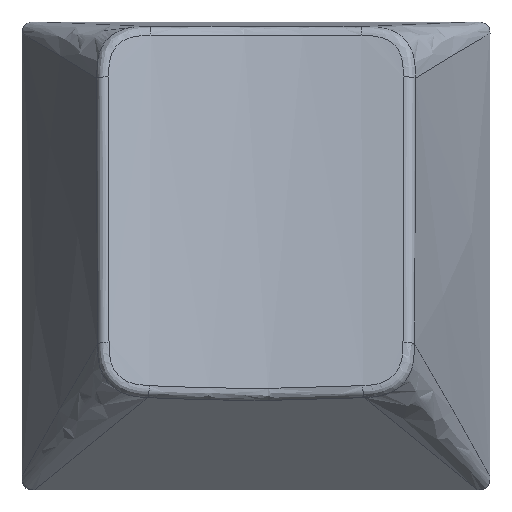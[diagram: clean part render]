
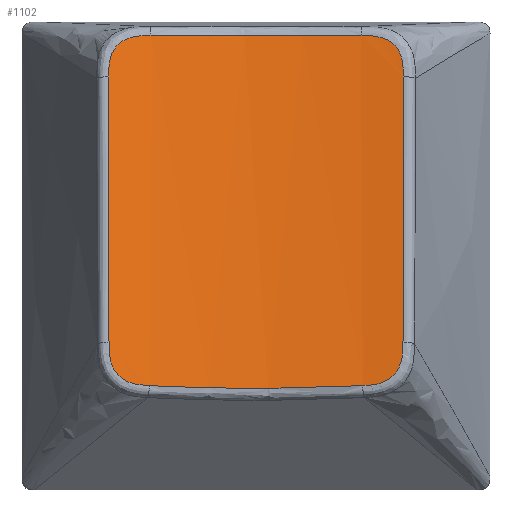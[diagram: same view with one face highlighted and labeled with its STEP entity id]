
A CAD part, top view. The second image highlights one B-rep face of the part: STEP entity #1102.
In plain terms, the highlighted cylindrical face has radius 33.276 mm (diameter 66.551 mm), a partial arc.
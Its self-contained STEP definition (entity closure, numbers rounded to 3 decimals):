
#19=CYLINDRICAL_SURFACE('',#1176,33.276);
#70=FACE_OUTER_BOUND('',#137,.T.);
#137=EDGE_LOOP('',(#819,#820,#821,#822,#823,#824,#825,#826));
#199=B_SPLINE_CURVE_WITH_KNOTS('',3,(#2119,#2120,#2121,#2122,#2123,#2124,
#2125,#2126,#2127,#2128,#2129),.UNSPECIFIED.,.F.,.F.,(4,1,1,1,1,1,1,1,4),
(0.153,0.548,0.9,1.216,1.515,1.817,
2.145,2.517,2.942),.UNSPECIFIED.);
#200=B_SPLINE_CURVE_WITH_KNOTS('',3,(#2131,#2132,#2133,#2134),
 .UNSPECIFIED.,.F.,.F.,(4,4),(-0.153,10.321),.UNSPECIFIED.);
#201=B_SPLINE_CURVE_WITH_KNOTS('',3,(#2136,#2137,#2138,#2139,#2140,#2141,
#2142,#2143,#2144,#2145,#2146),.UNSPECIFIED.,.F.,.F.,(4,1,1,1,1,1,1,1,4),
(0.115,0.499,0.843,1.155,1.451,1.748,
2.062,2.407,2.79),.UNSPECIFIED.);
#202=B_SPLINE_CURVE_WITH_KNOTS('',3,(#2148,#2149,#2150,#2151,#2152,#2153,
#2154,#2155,#2156,#2157,#2158,#2159,#2160,#2161,#2162,#2163,#2164,#2165,
#2166),.UNSPECIFIED.,.F.,.F.,(4,3,3,3,3,3,4),(-0.115,1.678,
3.47,4.077,5.87,7.663,8.27),
 .UNSPECIFIED.);
#203=B_SPLINE_CURVE_WITH_KNOTS('',3,(#2168,#2169,#2170,#2171,#2172,#2173,
#2174,#2175,#2176,#2177),.UNSPECIFIED.,.F.,.F.,(4,1,1,1,1,1,1,4),(0.126,
0.853,1.168,1.464,1.76,2.073,2.416,2.8),
 .UNSPECIFIED.);
#204=B_SPLINE_CURVE_WITH_KNOTS('',3,(#2179,#2180,#2181,#2182),
 .UNSPECIFIED.,.F.,.F.,(4,4),(-0.126,10.348),
 .UNSPECIFIED.);
#205=B_SPLINE_CURVE_WITH_KNOTS('',3,(#2184,#2185,#2186,#2187,#2188,#2189,
#2190,#2191,#2192,#2193,#2194),.UNSPECIFIED.,.F.,.F.,(4,1,1,1,1,1,1,1,4),
(0.208,0.632,1.004,1.332,1.635,1.933,
2.249,2.601,2.996),.UNSPECIFIED.);
#206=B_SPLINE_CURVE_WITH_KNOTS('',3,(#2195,#2196,#2197,#2198,#2199,#2200,
#2201,#2202,#2203,#2204,#2205,#2206,#2207,#2208,#2209,#2210,#2211,#2212,
#2213),.UNSPECIFIED.,.F.,.F.,(4,3,3,3,3,3,4),(-0.208,1.569,
3.345,3.914,5.684,7.454,8.036),
 .UNSPECIFIED.);
#496=VERTEX_POINT('',#2117);
#497=VERTEX_POINT('',#2118);
#498=VERTEX_POINT('',#2130);
#499=VERTEX_POINT('',#2135);
#500=VERTEX_POINT('',#2147);
#501=VERTEX_POINT('',#2167);
#502=VERTEX_POINT('',#2178);
#503=VERTEX_POINT('',#2183);
#618=EDGE_CURVE('',#496,#497,#199,.F.);
#619=EDGE_CURVE('',#497,#498,#200,.T.);
#620=EDGE_CURVE('',#498,#499,#201,.F.);
#621=EDGE_CURVE('',#499,#500,#202,.F.);
#622=EDGE_CURVE('',#500,#501,#203,.F.);
#623=EDGE_CURVE('',#501,#502,#204,.T.);
#624=EDGE_CURVE('',#502,#503,#205,.F.);
#625=EDGE_CURVE('',#503,#496,#206,.F.);
#819=ORIENTED_EDGE('',*,*,#618,.T.);
#820=ORIENTED_EDGE('',*,*,#619,.T.);
#821=ORIENTED_EDGE('',*,*,#620,.T.);
#822=ORIENTED_EDGE('',*,*,#621,.T.);
#823=ORIENTED_EDGE('',*,*,#622,.T.);
#824=ORIENTED_EDGE('',*,*,#623,.T.);
#825=ORIENTED_EDGE('',*,*,#624,.T.);
#826=ORIENTED_EDGE('',*,*,#625,.T.);
#1102=ADVANCED_FACE('',(#70),#19,.F.);
#1176=AXIS2_PLACEMENT_3D('',#2116,#1311,#1312);
#1311=DIRECTION('center_axis',(0.,-0.981,
0.193));
#1312=DIRECTION('ref_axis',(0.823,0.109,0.557));
#2116=CARTESIAN_POINT('Origin',(-173.25,7.46,52.794));
#2117=CARTESIAN_POINT('',(-177.31,75.337,5.807));
#2118=CARTESIAN_POINT('',(-178.951,73.728,6.371));
#2119=CARTESIAN_POINT('Ctrl Pts',(-178.951,73.728,6.371));
#2120=CARTESIAN_POINT('Ctrl Pts',(-178.951,73.857,6.346));
#2121=CARTESIAN_POINT('Ctrl Pts',(-178.949,74.101,6.298));
#2122=CARTESIAN_POINT('Ctrl Pts',(-178.899,74.445,6.221));
#2123=CARTESIAN_POINT('Ctrl Pts',(-178.789,74.739,6.144));
#2124=CARTESIAN_POINT('Ctrl Pts',(-178.613,74.979,6.067));
#2125=CARTESIAN_POINT('Ctrl Pts',(-178.373,75.159,5.993));
#2126=CARTESIAN_POINT('Ctrl Pts',(-178.07,75.276,5.923));
#2127=CARTESIAN_POINT('Ctrl Pts',(-177.708,75.331,5.86));
#2128=CARTESIAN_POINT('Ctrl Pts',(-177.449,75.336,5.825));
#2129=CARTESIAN_POINT('Ctrl Pts',(-177.31,75.337,5.807));
#2130=CARTESIAN_POINT('',(-178.935,63.449,8.387));
#2131=CARTESIAN_POINT('Ctrl Pts',(-178.951,73.728,6.371));
#2132=CARTESIAN_POINT('Ctrl Pts',(-178.945,70.301,7.043));
#2133=CARTESIAN_POINT('Ctrl Pts',(-178.94,66.875,7.715));
#2134=CARTESIAN_POINT('Ctrl Pts',(-178.935,63.449,8.387));
#2135=CARTESIAN_POINT('',(-177.38,61.787,8.477));
#2136=CARTESIAN_POINT('Ctrl Pts',(-177.38,61.787,8.477));
#2137=CARTESIAN_POINT('Ctrl Pts',(-177.505,61.793,8.492));
#2138=CARTESIAN_POINT('Ctrl Pts',(-177.743,61.808,8.52));
#2139=CARTESIAN_POINT('Ctrl Pts',(-178.077,61.878,8.555));
#2140=CARTESIAN_POINT('Ctrl Pts',(-178.365,62.008,8.574));
#2141=CARTESIAN_POINT('Ctrl Pts',(-178.598,62.2,8.574));
#2142=CARTESIAN_POINT('Ctrl Pts',(-178.772,62.448,8.555));
#2143=CARTESIAN_POINT('Ctrl Pts',(-178.882,62.746,8.516));
#2144=CARTESIAN_POINT('Ctrl Pts',(-178.932,63.086,8.458));
#2145=CARTESIAN_POINT('Ctrl Pts',(-178.935,63.324,8.412));
#2146=CARTESIAN_POINT('Ctrl Pts',(-178.935,63.449,8.387));
#2147=CARTESIAN_POINT('',(-169.121,61.787,8.477));
#2148=CARTESIAN_POINT('Ctrl Pts',(-169.121,61.787,8.477));
#2149=CARTESIAN_POINT('Ctrl Pts',(-169.706,61.757,8.408));
#2150=CARTESIAN_POINT('Ctrl Pts',(-170.294,61.733,8.354));
#2151=CARTESIAN_POINT('Ctrl Pts',(-170.882,61.716,8.315));
#2152=CARTESIAN_POINT('Ctrl Pts',(-171.471,61.699,8.275));
#2153=CARTESIAN_POINT('Ctrl Pts',(-172.061,61.688,8.251));
#2154=CARTESIAN_POINT('Ctrl Pts',(-172.651,61.684,8.241));
#2155=CARTESIAN_POINT('Ctrl Pts',(-172.851,61.683,8.237));
#2156=CARTESIAN_POINT('Ctrl Pts',(-173.05,61.682,8.235));
#2157=CARTESIAN_POINT('Ctrl Pts',(-173.25,61.682,8.235));
#2158=CARTESIAN_POINT('Ctrl Pts',(-173.84,61.682,8.235));
#2159=CARTESIAN_POINT('Ctrl Pts',(-174.431,61.688,8.25));
#2160=CARTESIAN_POINT('Ctrl Pts',(-175.02,61.701,8.28));
#2161=CARTESIAN_POINT('Ctrl Pts',(-175.609,61.714,8.309));
#2162=CARTESIAN_POINT('Ctrl Pts',(-176.198,61.733,8.353));
#2163=CARTESIAN_POINT('Ctrl Pts',(-176.784,61.759,8.412));
#2164=CARTESIAN_POINT('Ctrl Pts',(-176.983,61.767,8.432));
#2165=CARTESIAN_POINT('Ctrl Pts',(-177.181,61.777,8.454));
#2166=CARTESIAN_POINT('Ctrl Pts',(-177.38,61.787,8.477));
#2167=CARTESIAN_POINT('',(-167.565,63.449,8.387));
#2168=CARTESIAN_POINT('Ctrl Pts',(-167.565,63.449,8.387));
#2169=CARTESIAN_POINT('Ctrl Pts',(-167.565,63.212,8.434));
#2170=CARTESIAN_POINT('Ctrl Pts',(-167.574,62.866,8.5));
#2171=CARTESIAN_POINT('Ctrl Pts',(-167.728,62.448,8.555));
#2172=CARTESIAN_POINT('Ctrl Pts',(-167.902,62.2,8.574));
#2173=CARTESIAN_POINT('Ctrl Pts',(-168.136,62.008,8.574));
#2174=CARTESIAN_POINT('Ctrl Pts',(-168.423,61.878,8.555));
#2175=CARTESIAN_POINT('Ctrl Pts',(-168.758,61.808,8.52));
#2176=CARTESIAN_POINT('Ctrl Pts',(-168.995,61.793,8.492));
#2177=CARTESIAN_POINT('Ctrl Pts',(-169.121,61.787,8.477));
#2178=CARTESIAN_POINT('',(-167.549,73.728,6.371));
#2179=CARTESIAN_POINT('Ctrl Pts',(-167.565,63.449,8.387));
#2180=CARTESIAN_POINT('Ctrl Pts',(-167.561,66.875,7.715));
#2181=CARTESIAN_POINT('Ctrl Pts',(-167.556,70.301,7.043));
#2182=CARTESIAN_POINT('Ctrl Pts',(-167.549,73.728,6.371));
#2183=CARTESIAN_POINT('',(-169.191,75.337,5.807));
#2184=CARTESIAN_POINT('Ctrl Pts',(-169.191,75.337,5.807));
#2185=CARTESIAN_POINT('Ctrl Pts',(-169.052,75.336,5.825));
#2186=CARTESIAN_POINT('Ctrl Pts',(-168.792,75.331,5.86));
#2187=CARTESIAN_POINT('Ctrl Pts',(-168.431,75.276,5.923));
#2188=CARTESIAN_POINT('Ctrl Pts',(-168.128,75.159,5.993));
#2189=CARTESIAN_POINT('Ctrl Pts',(-167.888,74.979,6.067));
#2190=CARTESIAN_POINT('Ctrl Pts',(-167.712,74.739,6.144));
#2191=CARTESIAN_POINT('Ctrl Pts',(-167.602,74.445,6.221));
#2192=CARTESIAN_POINT('Ctrl Pts',(-167.552,74.101,6.298));
#2193=CARTESIAN_POINT('Ctrl Pts',(-167.549,73.857,6.346));
#2194=CARTESIAN_POINT('Ctrl Pts',(-167.549,73.728,6.371));
#2195=CARTESIAN_POINT('Ctrl Pts',(-177.31,75.337,5.807));
#2196=CARTESIAN_POINT('Ctrl Pts',(-176.73,75.339,5.734));
#2197=CARTESIAN_POINT('Ctrl Pts',(-176.147,75.342,5.677));
#2198=CARTESIAN_POINT('Ctrl Pts',(-175.564,75.343,5.635));
#2199=CARTESIAN_POINT('Ctrl Pts',(-174.981,75.345,5.593));
#2200=CARTESIAN_POINT('Ctrl Pts',(-174.396,75.346,5.567));
#2201=CARTESIAN_POINT('Ctrl Pts',(-173.812,75.346,5.557));
#2202=CARTESIAN_POINT('Ctrl Pts',(-173.625,75.346,5.554));
#2203=CARTESIAN_POINT('Ctrl Pts',(-173.437,75.346,5.552));
#2204=CARTESIAN_POINT('Ctrl Pts',(-173.25,75.346,5.552));
#2205=CARTESIAN_POINT('Ctrl Pts',(-172.668,75.346,5.552));
#2206=CARTESIAN_POINT('Ctrl Pts',(-172.085,75.346,5.568));
#2207=CARTESIAN_POINT('Ctrl Pts',(-171.503,75.344,5.599));
#2208=CARTESIAN_POINT('Ctrl Pts',(-170.921,75.343,5.631));
#2209=CARTESIAN_POINT('Ctrl Pts',(-170.34,75.342,5.678));
#2210=CARTESIAN_POINT('Ctrl Pts',(-169.761,75.339,5.741));
#2211=CARTESIAN_POINT('Ctrl Pts',(-169.571,75.339,5.761));
#2212=CARTESIAN_POINT('Ctrl Pts',(-169.381,75.338,5.783));
#2213=CARTESIAN_POINT('Ctrl Pts',(-169.191,75.337,5.807));
